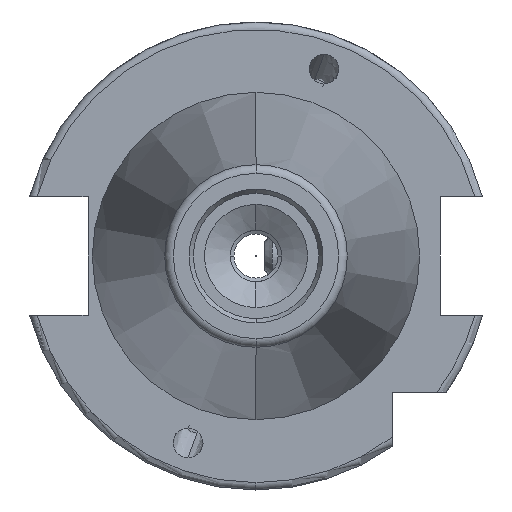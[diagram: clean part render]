
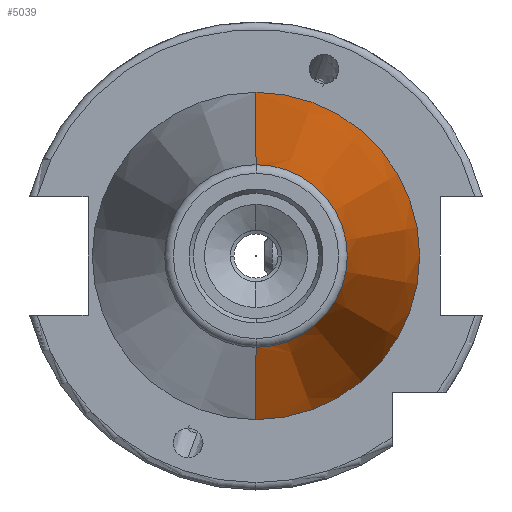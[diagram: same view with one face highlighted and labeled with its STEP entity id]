
A CAD part, left-side view. The second image highlights one B-rep face of the part: STEP entity #5039.
In plain terms, the highlighted conical face has half-angle 8.297 degrees and reference radius 22.225 mm.
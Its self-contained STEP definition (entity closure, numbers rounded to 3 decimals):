
#1350 = DIRECTION ( 'NONE',  ( 0.99, 0., 0.144 ) ) ;
#1351 = VECTOR ( 'NONE', #1350, 1000. ) ;
#1352 = CARTESIAN_POINT ( 'NONE',  ( 0., 0., 22.225 ) ) ;
#1353 = LINE ( 'NONE', #1352, #1351 ) ;
#1355 = DIRECTION ( 'NONE',  ( 0., 0., -1. ) ) ;
#1356 = DIRECTION ( 'NONE',  ( -1., 0., 0. ) ) ;
#1357 = CARTESIAN_POINT ( 'NONE',  ( -67.373, 0., 0. ) ) ;
#1358 = AXIS2_PLACEMENT_3D ( 'NONE', #1357, #1356, #1355 ) ;
#1359 = CIRCLE ( 'NONE', #1358, 12.4 ) ;
#1360 = CARTESIAN_POINT ( 'NONE',  ( -67.373, 0., 12.4 ) ) ;
#1368 = DIRECTION ( 'NONE',  ( 0., 0., 1. ) ) ;
#1369 = DIRECTION ( 'NONE',  ( 1., 0., 0. ) ) ;
#1370 = CARTESIAN_POINT ( 'NONE',  ( 0., 0., 0. ) ) ;
#1371 = AXIS2_PLACEMENT_3D ( 'NONE', #1370, #1369, #1368 ) ;
#1373 = CONICAL_SURFACE ( 'NONE', #1371, 22.225, 0.145 ) ;
#1374 = FACE_OUTER_BOUND ( 'NONE', #2519, .T. ) ;
#2508 = VERTEX_POINT ( 'NONE', #3746 ) ;
#2509 = EDGE_CURVE ( 'NONE', #2515, #2508, #3743, .T. ) ;
#2511 = ORIENTED_EDGE ( 'NONE', *, *, #2514, .T. ) ;
#2512 = VERTEX_POINT ( 'NONE', #3803 ) ;
#2514 = EDGE_CURVE ( 'NONE', #2512, #2515, #3799, .T. ) ;
#2515 = VERTEX_POINT ( 'NONE', #3795 ) ;
#2519 = EDGE_LOOP ( 'NONE', ( #5048, #2511, #5052, #5047 ) ) ;
#3484 = DIRECTION ( 'NONE',  ( 0., 0., -1. ) ) ;
#3485 = DIRECTION ( 'NONE',  ( -1., 0., 0. ) ) ;
#3491 = CARTESIAN_POINT ( 'NONE',  ( 0., 0., 0. ) ) ;
#3742 = AXIS2_PLACEMENT_3D ( 'NONE', #3491, #3485, #3484 ) ;
#3743 = CIRCLE ( 'NONE', #3742, 22.225 ) ;
#3746 = CARTESIAN_POINT ( 'NONE',  ( 0., 0., 22.225 ) ) ;
#3795 = CARTESIAN_POINT ( 'NONE',  ( 0., 0., -22.225 ) ) ;
#3796 = DIRECTION ( 'NONE',  ( 0.99, 0., -0.144 ) ) ;
#3797 = VECTOR ( 'NONE', #3796, 1000. ) ;
#3798 = CARTESIAN_POINT ( 'NONE',  ( 0., 0., -22.225 ) ) ;
#3799 = LINE ( 'NONE', #3798, #3797 ) ;
#3803 = CARTESIAN_POINT ( 'NONE',  ( -67.373, 0., -12.4 ) ) ;
#5039 = ADVANCED_FACE ( 'NONE', ( #1374 ), #1373, .T. ) ;
#5047 = ORIENTED_EDGE ( 'NONE', *, *, #5057, .F. ) ;
#5048 = ORIENTED_EDGE ( 'NONE', *, *, #5050, .F. ) ;
#5049 = VERTEX_POINT ( 'NONE', #1360 ) ;
#5050 = EDGE_CURVE ( 'NONE', #2512, #5049, #1359, .T. ) ;
#5052 = ORIENTED_EDGE ( 'NONE', *, *, #2509, .T. ) ;
#5057 = EDGE_CURVE ( 'NONE', #5049, #2508, #1353, .T. ) ;
